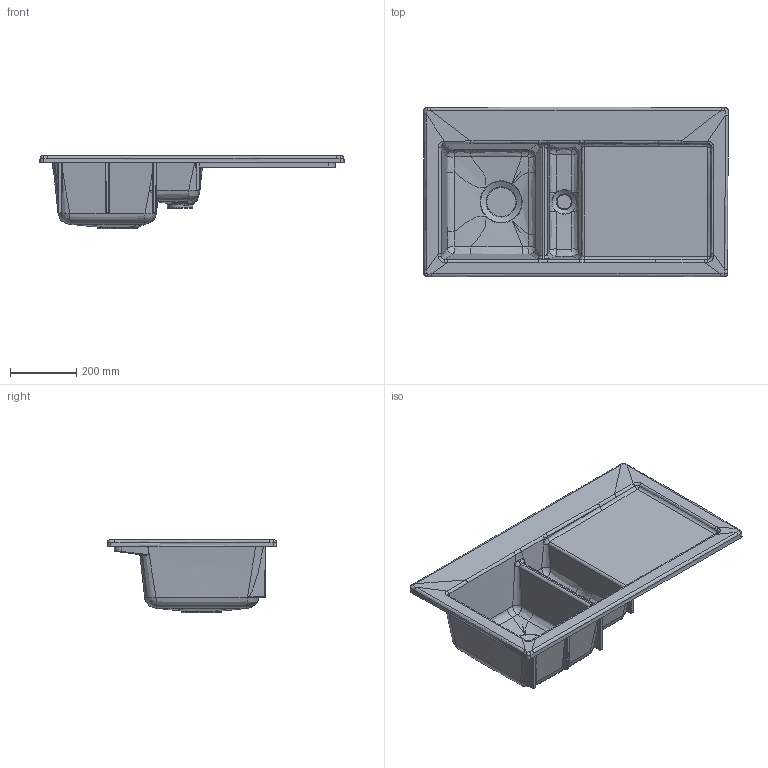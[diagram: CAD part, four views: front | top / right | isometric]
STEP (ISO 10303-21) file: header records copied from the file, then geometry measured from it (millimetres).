
FILE_DESCRIPTION(/* description */ (''),/* implementation_level */ '2;1');
FILE_NAME(/* name */ 'Spuele_6773_Subway_50.stp',/* time_stamp */ '2019-02-20T08:44:44+01:00',/* author */ (''),/* organization */ (''),/* preprocessor_version */ 'ST-DEVELOPER v16',/* originating_system */ 'SIEMENS PLM Software NX 10.0',/* authorisation */ '');
FILE_SCHEMA (('AUTOMOTIVE_DESIGN { 1 0 10303 214 3 1 1 1 }'));
Length unit declared in the file: millimetre
Products named in the file (1): Sier17C06C057n1f
Bounding box: 916.01 x 511.25 x 219.85 mm (x, y, z)
Volume: 11760794.2 mm3; surface area: 1526786.5 mm2
Topology: 1 solids, 1 shells, 317 faces, 809 edges, 481 vertices
Faces by surface type: bspline 317
Entity records: 32254 total; most frequent: CARTESIAN_POINT 27624, ORIENTED_EDGE 1562, EDGE_CURVE 781, B_SPLINE_CURVE_WITH_KNOTS 584, VERTEX_POINT 478, EDGE_LOOP 329, ADVANCED_FACE 317, FACE_OUTER_BOUND 305
